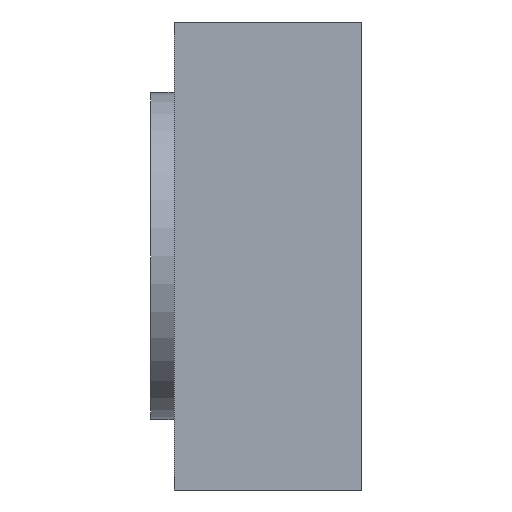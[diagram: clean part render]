
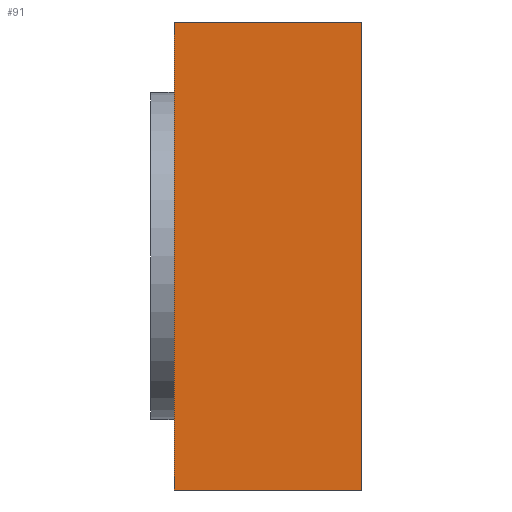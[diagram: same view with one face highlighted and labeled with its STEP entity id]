
A CAD part, left-side view. The second image highlights one B-rep face of the part: STEP entity #91.
In plain terms, the highlighted planar face has unit normal (-1, 0, 0).
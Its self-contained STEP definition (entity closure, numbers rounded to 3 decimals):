
#4 = CARTESIAN_POINT ( 'NONE',  ( 0., 0., -10. ) ) ;
#36 = VERTEX_POINT ( 'NONE', #4 ) ;
#62 = LINE ( 'NONE', #152, #181 ) ;
#63 = EDGE_CURVE ( 'NONE', #297, #36, #229, .T. ) ;
#91 = ADVANCED_FACE ( 'NONE', ( #274 ), #473, .T. ) ;
#102 = VERTEX_POINT ( 'NONE', #206 ) ;
#116 = DIRECTION ( 'NONE',  ( 0., 0., -1. ) ) ;
#137 = LINE ( 'NONE', #544, #625 ) ;
#152 = CARTESIAN_POINT ( 'NONE',  ( 0., 4., 0. ) ) ;
#161 = ORIENTED_EDGE ( 'NONE', *, *, #63, .T. ) ;
#164 = LINE ( 'NONE', #570, #224 ) ;
#181 = VECTOR ( 'NONE', #116, 1000. ) ;
#206 = CARTESIAN_POINT ( 'NONE',  ( 0., 4., 0. ) ) ;
#224 = VECTOR ( 'NONE', #454, 1000. ) ;
#229 = LINE ( 'NONE', #424, #363 ) ;
#243 = DIRECTION ( 'NONE',  ( 0., -1., 0. ) ) ;
#274 = FACE_OUTER_BOUND ( 'NONE', #549, .T. ) ;
#297 = VERTEX_POINT ( 'NONE', #443 ) ;
#299 = DIRECTION ( 'NONE',  ( 0., 0., 1. ) ) ;
#317 = VERTEX_POINT ( 'NONE', #345 ) ;
#344 = ORIENTED_EDGE ( 'NONE', *, *, #634, .T. ) ;
#345 = CARTESIAN_POINT ( 'NONE',  ( 0., 0., 0. ) ) ;
#352 = ORIENTED_EDGE ( 'NONE', *, *, #617, .F. ) ;
#363 = VECTOR ( 'NONE', #590, 1000. ) ;
#375 = AXIS2_PLACEMENT_3D ( 'NONE', #505, #435, #299 ) ;
#413 = EDGE_CURVE ( 'NONE', #102, #317, #137, .T. ) ;
#424 = CARTESIAN_POINT ( 'NONE',  ( 0., 4., -10. ) ) ;
#435 = DIRECTION ( 'NONE',  ( -1., 0., 0. ) ) ;
#443 = CARTESIAN_POINT ( 'NONE',  ( 0., 4., -10. ) ) ;
#454 = DIRECTION ( 'NONE',  ( 0., 0., -1. ) ) ;
#473 = PLANE ( 'NONE',  #375 ) ;
#505 = CARTESIAN_POINT ( 'NONE',  ( 0., 4., 0. ) ) ;
#524 = ORIENTED_EDGE ( 'NONE', *, *, #413, .F. ) ;
#544 = CARTESIAN_POINT ( 'NONE',  ( 0., 4., 0. ) ) ;
#549 = EDGE_LOOP ( 'NONE', ( #352, #524, #344, #161 ) ) ;
#570 = CARTESIAN_POINT ( 'NONE',  ( 0., 0., 0. ) ) ;
#590 = DIRECTION ( 'NONE',  ( 0., -1., 0. ) ) ;
#617 = EDGE_CURVE ( 'NONE', #317, #36, #164, .T. ) ;
#625 = VECTOR ( 'NONE', #243, 1000. ) ;
#634 = EDGE_CURVE ( 'NONE', #102, #297, #62, .T. ) ;
